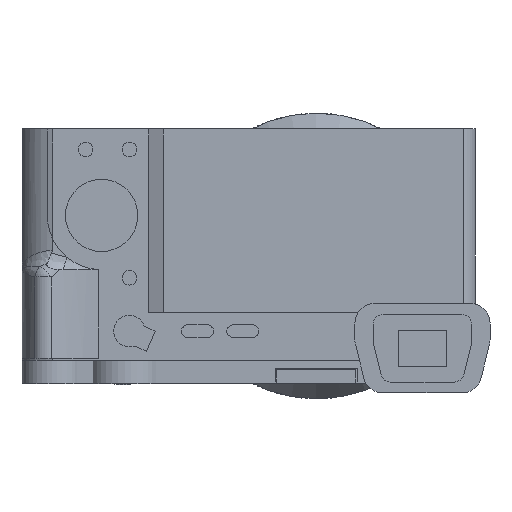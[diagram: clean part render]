
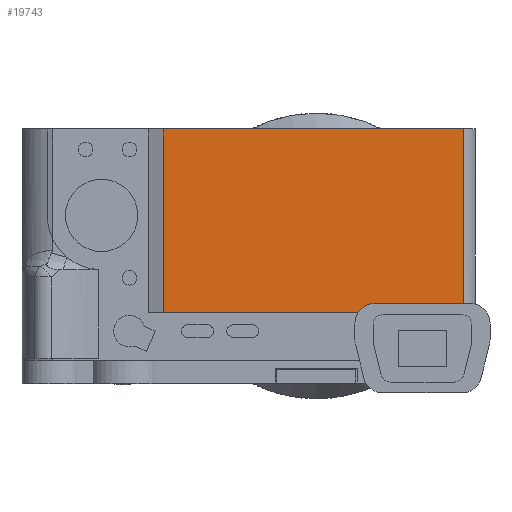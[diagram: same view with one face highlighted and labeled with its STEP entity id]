
A CAD part, front view. The second image highlights one B-rep face of the part: STEP entity #19743.
In plain terms, the highlighted planar face has unit normal (0, -1, 0).
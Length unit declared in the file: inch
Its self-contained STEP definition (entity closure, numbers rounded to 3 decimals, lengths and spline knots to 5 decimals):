
#2667=LINE('',#34690,#3809);
#2701=LINE('',#34997,#3843);
#2703=LINE('',#35001,#3845);
#2704=LINE('',#35002,#3846);
#3809=VECTOR('',#28496,0.3937);
#3843=VECTOR('',#28578,0.3937);
#3845=VECTOR('',#28582,0.3937);
#3846=VECTOR('',#28583,0.3937);
#4958=FACE_OUTER_BOUND('',#6018,.T.);
#6018=EDGE_LOOP('',(#17713,#17714,#17715,#17716));
#9603=VERTEX_POINT('',#34687);
#9604=VERTEX_POINT('',#34689);
#9632=VERTEX_POINT('',#34995);
#9633=VERTEX_POINT('',#35000);
#12351=EDGE_CURVE('',#9604,#9603,#2667,.T.);
#12395=EDGE_CURVE('',#9632,#9603,#2701,.T.);
#12397=EDGE_CURVE('',#9632,#9633,#2703,.T.);
#12398=EDGE_CURVE('',#9633,#9604,#2704,.T.);
#17713=ORIENTED_EDGE('',*,*,#12395,.F.);
#17714=ORIENTED_EDGE('',*,*,#12397,.T.);
#17715=ORIENTED_EDGE('',*,*,#12398,.T.);
#17716=ORIENTED_EDGE('',*,*,#12351,.T.);
#18777=PLANE('',#22518);
#19743=ADVANCED_FACE('',(#4958),#18777,.T.);
#22518=AXIS2_PLACEMENT_3D('',#34999,#28580,#28581);
#28496=DIRECTION('',(1.,0.,0.));
#28578=DIRECTION('',(0.,0.,-1.));
#28580=DIRECTION('center_axis',(0.,-1.,0.));
#28581=DIRECTION('ref_axis',(0.,0.,-1.));
#28582=DIRECTION('',(-1.,0.,0.));
#28583=DIRECTION('',(0.,0.,-1.));
#34687=CARTESIAN_POINT('',(0.885,-0.765,-1.3165));
#34689=CARTESIAN_POINT('',(-2.225,-0.765,-1.3165));
#34690=CARTESIAN_POINT('',(-2.225,-0.765,-1.3165));
#34995=CARTESIAN_POINT('',(0.885,-0.765,0.5835));
#34997=CARTESIAN_POINT('',(0.885,-0.765,-0.8415));
#34999=CARTESIAN_POINT('Origin',(-0.595,-0.765,-0.3665));
#35000=CARTESIAN_POINT('',(-2.225,-0.765,0.5835));
#35001=CARTESIAN_POINT('',(1.035,-0.765,0.5835));
#35002=CARTESIAN_POINT('',(-2.225,-0.765,0.5835));
